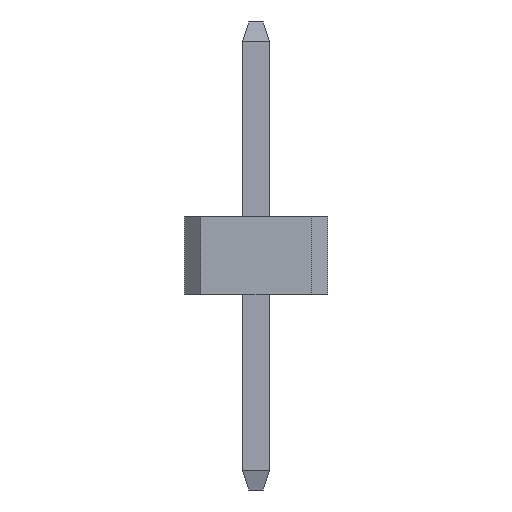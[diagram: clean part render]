
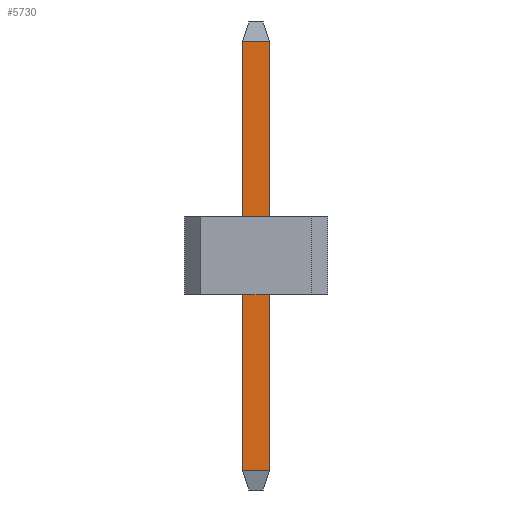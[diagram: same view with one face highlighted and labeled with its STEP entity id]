
A CAD part, front view. The second image highlights one B-rep face of the part: STEP entity #5730.
In plain terms, the highlighted face is planar.
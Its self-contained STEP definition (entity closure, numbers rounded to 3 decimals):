
#5377 = PLANE('',#5378);
#5378 = AXIS2_PLACEMENT_3D('',#5379,#5380,#5381);
#5379 = CARTESIAN_POINT('',(8.68,0.21,-3.));
#5380 = DIRECTION('',(0.,1.,0.));
#5381 = DIRECTION('',(1.,0.,0.));
#5402 = VERTEX_POINT('',#5403);
#5403 = CARTESIAN_POINT('',(9.1,0.21,3.9));
#5429 = EDGE_CURVE('',#5430,#5402,#5432,.T.);
#5430 = VERTEX_POINT('',#5431);
#5431 = CARTESIAN_POINT('',(9.1,0.21,-2.7));
#5432 = SURFACE_CURVE('',#5433,(#5437,#5444),.PCURVE_S1.);
#5433 = LINE('',#5434,#5435);
#5434 = CARTESIAN_POINT('',(9.1,0.21,-3.));
#5435 = VECTOR('',#5436,1.);
#5436 = DIRECTION('',(0.,0.,1.));
#5437 = PCURVE('',#5377,#5438);
#5438 = DEFINITIONAL_REPRESENTATION('',(#5439),#5443);
#5439 = LINE('',#5440,#5441);
#5440 = CARTESIAN_POINT('',(0.42,0.));
#5441 = VECTOR('',#5442,1.);
#5442 = DIRECTION('',(0.,-1.));
#5443 = ( GEOMETRIC_REPRESENTATION_CONTEXT(2) 
PARAMETRIC_REPRESENTATION_CONTEXT() REPRESENTATION_CONTEXT('2D SPACE',''
  ) );
#5444 = PCURVE('',#5445,#5450);
#5445 = PLANE('',#5446);
#5446 = AXIS2_PLACEMENT_3D('',#5447,#5448,#5449);
#5447 = CARTESIAN_POINT('',(9.1,0.21,-3.));
#5448 = DIRECTION('',(1.,0.,0.));
#5449 = DIRECTION('',(0.,-1.,0.));
#5450 = DEFINITIONAL_REPRESENTATION('',(#5451),#5455);
#5451 = LINE('',#5452,#5453);
#5452 = CARTESIAN_POINT('',(0.,0.));
#5453 = VECTOR('',#5454,1.);
#5454 = DIRECTION('',(0.,-1.));
#5455 = ( GEOMETRIC_REPRESENTATION_CONTEXT(2) 
PARAMETRIC_REPRESENTATION_CONTEXT() REPRESENTATION_CONTEXT('2D SPACE',''
  ) );
#5504 = PLANE('',#5505);
#5505 = AXIS2_PLACEMENT_3D('',#5506,#5507,#5508);
#5506 = CARTESIAN_POINT('',(9.1,-0.21,-3.));
#5507 = DIRECTION('',(0.,-1.,0.));
#5508 = DIRECTION('',(-1.,0.,0.));
#5612 = PLANE('',#5613);
#5613 = AXIS2_PLACEMENT_3D('',#5614,#5615,#5616);
#5614 = CARTESIAN_POINT('',(9.05,0.21,-2.85));
#5615 = DIRECTION('',(-0.949,0.,0.316
    ));
#5616 = DIRECTION('',(0.,1.,0.));
#5693 = PLANE('',#5694);
#5694 = AXIS2_PLACEMENT_3D('',#5695,#5696,#5697);
#5695 = CARTESIAN_POINT('',(9.05,0.21,4.05));
#5696 = DIRECTION('',(0.949,0.,0.316
    ));
#5697 = DIRECTION('',(0.,1.,0.));
#5730 = ADVANCED_FACE('',(#5731),#5445,.T.);
#5731 = FACE_BOUND('',#5732,.T.);
#5732 = EDGE_LOOP('',(#5733,#5734,#5757,#5780));
#5733 = ORIENTED_EDGE('',*,*,#5429,.T.);
#5734 = ORIENTED_EDGE('',*,*,#5735,.T.);
#5735 = EDGE_CURVE('',#5402,#5736,#5738,.T.);
#5736 = VERTEX_POINT('',#5737);
#5737 = CARTESIAN_POINT('',(9.1,-0.21,3.9));
#5738 = SURFACE_CURVE('',#5739,(#5743,#5750),.PCURVE_S1.);
#5739 = LINE('',#5740,#5741);
#5740 = CARTESIAN_POINT('',(9.1,0.21,3.9));
#5741 = VECTOR('',#5742,1.);
#5742 = DIRECTION('',(0.,-1.,0.));
#5743 = PCURVE('',#5445,#5744);
#5744 = DEFINITIONAL_REPRESENTATION('',(#5745),#5749);
#5745 = LINE('',#5746,#5747);
#5746 = CARTESIAN_POINT('',(0.,-6.9));
#5747 = VECTOR('',#5748,1.);
#5748 = DIRECTION('',(1.,0.));
#5749 = ( GEOMETRIC_REPRESENTATION_CONTEXT(2) 
PARAMETRIC_REPRESENTATION_CONTEXT() REPRESENTATION_CONTEXT('2D SPACE',''
  ) );
#5750 = PCURVE('',#5693,#5751);
#5751 = DEFINITIONAL_REPRESENTATION('',(#5752),#5756);
#5752 = LINE('',#5753,#5754);
#5753 = CARTESIAN_POINT('',(0.,-0.158));
#5754 = VECTOR('',#5755,1.);
#5755 = DIRECTION('',(-1.,0.));
#5756 = ( GEOMETRIC_REPRESENTATION_CONTEXT(2) 
PARAMETRIC_REPRESENTATION_CONTEXT() REPRESENTATION_CONTEXT('2D SPACE',''
  ) );
#5757 = ORIENTED_EDGE('',*,*,#5758,.F.);
#5758 = EDGE_CURVE('',#5759,#5736,#5761,.T.);
#5759 = VERTEX_POINT('',#5760);
#5760 = CARTESIAN_POINT('',(9.1,-0.21,-2.7));
#5761 = SURFACE_CURVE('',#5762,(#5766,#5773),.PCURVE_S1.);
#5762 = LINE('',#5763,#5764);
#5763 = CARTESIAN_POINT('',(9.1,-0.21,-3.));
#5764 = VECTOR('',#5765,1.);
#5765 = DIRECTION('',(0.,0.,1.));
#5766 = PCURVE('',#5445,#5767);
#5767 = DEFINITIONAL_REPRESENTATION('',(#5768),#5772);
#5768 = LINE('',#5769,#5770);
#5769 = CARTESIAN_POINT('',(0.42,0.));
#5770 = VECTOR('',#5771,1.);
#5771 = DIRECTION('',(0.,-1.));
#5772 = ( GEOMETRIC_REPRESENTATION_CONTEXT(2) 
PARAMETRIC_REPRESENTATION_CONTEXT() REPRESENTATION_CONTEXT('2D SPACE',''
  ) );
#5773 = PCURVE('',#5504,#5774);
#5774 = DEFINITIONAL_REPRESENTATION('',(#5775),#5779);
#5775 = LINE('',#5776,#5777);
#5776 = CARTESIAN_POINT('',(0.,0.));
#5777 = VECTOR('',#5778,1.);
#5778 = DIRECTION('',(0.,-1.));
#5779 = ( GEOMETRIC_REPRESENTATION_CONTEXT(2) 
PARAMETRIC_REPRESENTATION_CONTEXT() REPRESENTATION_CONTEXT('2D SPACE',''
  ) );
#5780 = ORIENTED_EDGE('',*,*,#5781,.F.);
#5781 = EDGE_CURVE('',#5430,#5759,#5782,.T.);
#5782 = SURFACE_CURVE('',#5783,(#5787,#5794),.PCURVE_S1.);
#5783 = LINE('',#5784,#5785);
#5784 = CARTESIAN_POINT('',(9.1,0.21,-2.7));
#5785 = VECTOR('',#5786,1.);
#5786 = DIRECTION('',(0.,-1.,0.));
#5787 = PCURVE('',#5445,#5788);
#5788 = DEFINITIONAL_REPRESENTATION('',(#5789),#5793);
#5789 = LINE('',#5790,#5791);
#5790 = CARTESIAN_POINT('',(0.,-0.3));
#5791 = VECTOR('',#5792,1.);
#5792 = DIRECTION('',(1.,0.));
#5793 = ( GEOMETRIC_REPRESENTATION_CONTEXT(2) 
PARAMETRIC_REPRESENTATION_CONTEXT() REPRESENTATION_CONTEXT('2D SPACE',''
  ) );
#5794 = PCURVE('',#5612,#5795);
#5795 = DEFINITIONAL_REPRESENTATION('',(#5796),#5800);
#5796 = LINE('',#5797,#5798);
#5797 = CARTESIAN_POINT('',(0.,-0.158));
#5798 = VECTOR('',#5799,1.);
#5799 = DIRECTION('',(-1.,0.));
#5800 = ( GEOMETRIC_REPRESENTATION_CONTEXT(2) 
PARAMETRIC_REPRESENTATION_CONTEXT() REPRESENTATION_CONTEXT('2D SPACE',''
  ) );
